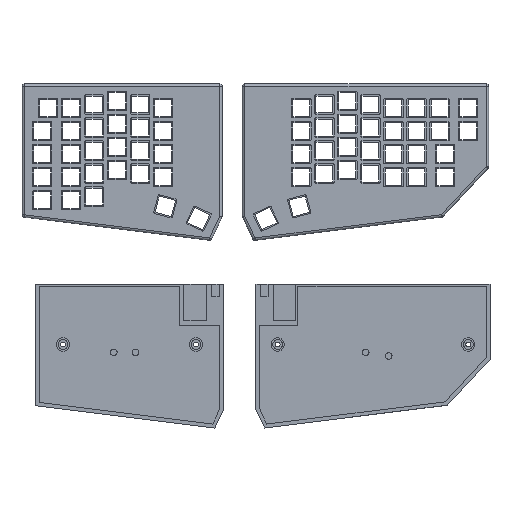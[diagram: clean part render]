
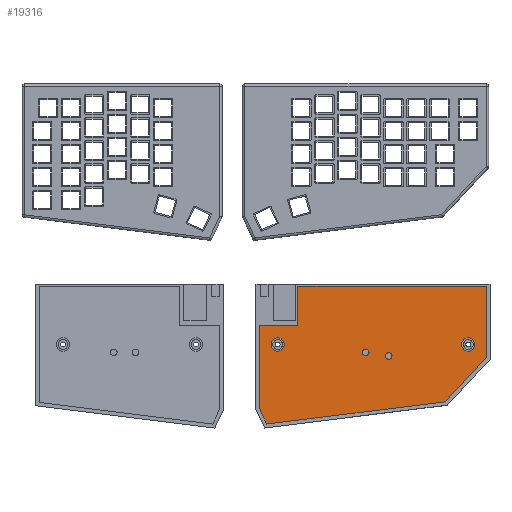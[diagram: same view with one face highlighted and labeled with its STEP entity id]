
A CAD part, top view. The second image highlights one B-rep face of the part: STEP entity #19316.
In plain terms, the highlighted planar face has unit normal (0, 0, 1).
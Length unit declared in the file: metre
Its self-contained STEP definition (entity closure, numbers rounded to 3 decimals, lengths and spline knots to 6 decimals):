
#58=LINE('',#28366,#2188);
#62=LINE('',#28375,#2192);
#65=LINE('',#28381,#2195);
#68=LINE('',#28387,#2198);
#71=LINE('',#28393,#2201);
#74=LINE('',#28399,#2204);
#77=LINE('',#28405,#2207);
#96=LINE('',#28441,#2226);
#2188=VECTOR('',#22651,1.);
#2192=VECTOR('',#22657,1.);
#2195=VECTOR('',#22662,1.);
#2198=VECTOR('',#22667,1.);
#2201=VECTOR('',#22672,1.);
#2204=VECTOR('',#22677,1.);
#2207=VECTOR('',#22682,1.);
#2226=VECTOR('',#22715,1.);
#4383=PLANE('',#20718);
#5276=ORIENTED_EDGE('',*,*,#10820,.T.);
#5277=ORIENTED_EDGE('',*,*,#10821,.T.);
#5278=ORIENTED_EDGE('',*,*,#10780,.F.);
#5279=ORIENTED_EDGE('',*,*,#10784,.F.);
#5280=ORIENTED_EDGE('',*,*,#10787,.F.);
#5281=ORIENTED_EDGE('',*,*,#10790,.F.);
#5282=ORIENTED_EDGE('',*,*,#10793,.F.);
#5283=ORIENTED_EDGE('',*,*,#10796,.F.);
#5284=ORIENTED_EDGE('',*,*,#10799,.F.);
#5285=ORIENTED_EDGE('',*,*,#10818,.F.);
#10780=EDGE_CURVE('',#13592,#13593,#58,.T.);
#10784=EDGE_CURVE('',#13596,#13592,#62,.T.);
#10787=EDGE_CURVE('',#13598,#13596,#65,.T.);
#10790=EDGE_CURVE('',#13600,#13598,#68,.T.);
#10793=EDGE_CURVE('',#13602,#13600,#71,.T.);
#10796=EDGE_CURVE('',#13604,#13602,#74,.T.);
#10799=EDGE_CURVE('',#13606,#13604,#77,.T.);
#10818=EDGE_CURVE('',#13593,#13606,#96,.T.);
#10820=EDGE_CURVE('',#13616,#13616,#15460,.T.);
#10821=EDGE_CURVE('',#13617,#13617,#15461,.T.);
#13592=VERTEX_POINT('',#28367);
#13593=VERTEX_POINT('',#28368);
#13596=VERTEX_POINT('',#28376);
#13598=VERTEX_POINT('',#28382);
#13600=VERTEX_POINT('',#28388);
#13602=VERTEX_POINT('',#28394);
#13604=VERTEX_POINT('',#28400);
#13606=VERTEX_POINT('',#28406);
#13616=VERTEX_POINT('',#28446);
#13617=VERTEX_POINT('',#28448);
#15460=CIRCLE('',#20719,0.004);
#15461=CIRCLE('',#20720,0.004);
#16213=EDGE_LOOP('',(#5276));
#16214=EDGE_LOOP('',(#5277));
#16215=EDGE_LOOP('',(#5278,#5279,#5280,#5281,#5282,#5283,#5284,#5285));
#17613=FACE_BOUND('',#16213,.T.);
#17614=FACE_BOUND('',#16214,.T.);
#17615=FACE_BOUND('',#16215,.T.);
#19316=ADVANCED_FACE('',(#17613,#17614,#17615),#4383,.T.);
#20718=AXIS2_PLACEMENT_3D('',#28444,#22719,#22720);
#20719=AXIS2_PLACEMENT_3D('',#28445,#22721,#22722);
#20720=AXIS2_PLACEMENT_3D('',#28447,#22723,#22724);
#22651=DIRECTION('',(0.,1.,0.));
#22657=DIRECTION('',(-0.423,0.906,0.));
#22662=DIRECTION('',(-0.992,-0.124,0.));
#22667=DIRECTION('',(-0.682,-0.731,0.));
#22672=DIRECTION('',(0.,-1.,0.));
#22677=DIRECTION('',(1.,0.,0.));
#22682=DIRECTION('',(0.,1.,0.));
#22715=DIRECTION('',(1.,0.,0.));
#22719=DIRECTION('',(0.,0.,1.));
#22720=DIRECTION('',(1.,0.,0.));
#22721=DIRECTION('',(0.,0.,-1.));
#22722=DIRECTION('',(1.,0.,0.));
#22723=DIRECTION('',(0.,0.,-1.));
#22724=DIRECTION('',(1.,0.,0.));
#28366=CARTESIAN_POINT('',(-0.006485,-0.082358,0.003));
#28367=CARTESIAN_POINT('',(-0.006485,-0.116721,0.003));
#28368=CARTESIAN_POINT('',(-0.006485,-0.047995,0.003));
#28375=CARTESIAN_POINT('',(-0.003541,-0.123036,0.003));
#28376=CARTESIAN_POINT('',(-0.000597,-0.12935,0.003));
#28381=CARTESIAN_POINT('',(0.073274,-0.120133,0.003));
#28382=CARTESIAN_POINT('',(0.147144,-0.110916,0.003));
#28387=CARTESIAN_POINT('',(0.164129,-0.092704,0.003));
#28388=CARTESIAN_POINT('',(0.181115,-0.074493,0.003));
#28393=CARTESIAN_POINT('',(0.181115,-0.044994,0.003));
#28394=CARTESIAN_POINT('',(0.181115,-0.015495,0.003));
#28399=CARTESIAN_POINT('',(0.10319,-0.015495,0.003));
#28400=CARTESIAN_POINT('',(0.025265,-0.015495,0.003));
#28405=CARTESIAN_POINT('',(0.025265,-0.031745,0.003));
#28406=CARTESIAN_POINT('',(0.025265,-0.047995,0.003));
#28441=CARTESIAN_POINT('',(0.00939,-0.047995,0.003));
#28444=CARTESIAN_POINT('',(-0.009443,0.009701,0.003));
#28445=CARTESIAN_POINT('',(0.008515,-0.063495,0.003));
#28446=CARTESIAN_POINT('',(0.012515,-0.063495,0.003));
#28447=CARTESIAN_POINT('',(0.166115,-0.063495,0.003));
#28448=CARTESIAN_POINT('',(0.170115,-0.063495,0.003));
